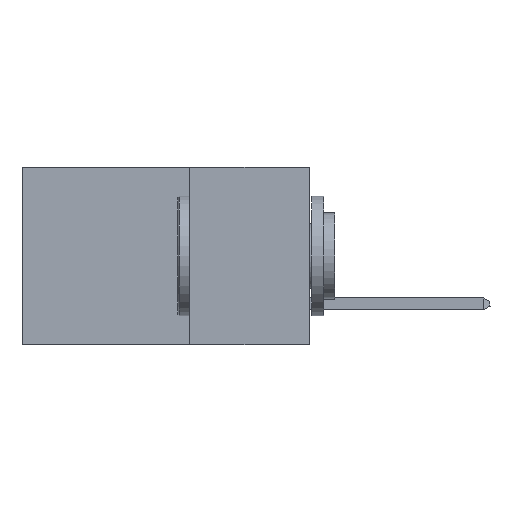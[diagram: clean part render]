
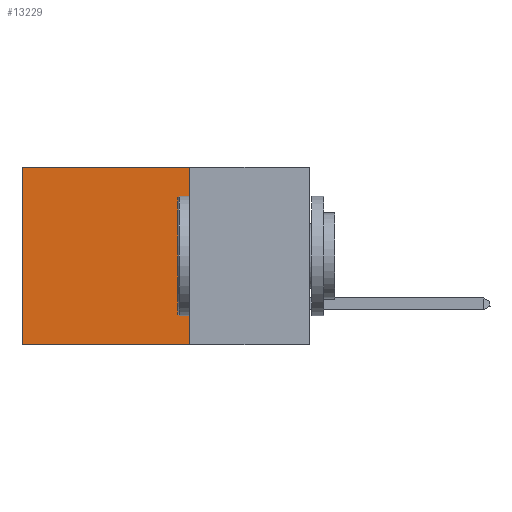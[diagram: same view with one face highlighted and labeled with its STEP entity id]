
A CAD part, left-side view. The second image highlights one B-rep face of the part: STEP entity #13229.
In plain terms, the highlighted planar face has unit normal (-1, 0, 0).
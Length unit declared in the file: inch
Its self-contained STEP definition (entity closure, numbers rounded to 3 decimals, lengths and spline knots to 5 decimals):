
#202 = VERTEX_POINT ( 'NONE', #10371 ) ;
#368 = CARTESIAN_POINT ( 'NONE',  ( 0.2875, 0.25, -0.37 ) ) ;
#439 = VECTOR ( 'NONE', #11018, 39.37008 ) ;
#509 = CARTESIAN_POINT ( 'NONE',  ( 0.2875, 0.25, 0. ) ) ;
#1022 = AXIS2_PLACEMENT_3D ( 'NONE', #509, #8502, #13408 ) ;
#1094 = VERTEX_POINT ( 'NONE', #10550 ) ;
#1547 = ORIENTED_EDGE ( 'NONE', *, *, #11927, .F. ) ;
#2486 = ORIENTED_EDGE ( 'NONE', *, *, #6500, .F. ) ;
#3313 = LINE ( 'NONE', #11447, #13108 ) ;
#4238 = VECTOR ( 'NONE', #12100, 39.37008 ) ;
#5185 = PLANE ( 'NONE',  #1022 ) ;
#5813 = CARTESIAN_POINT ( 'NONE',  ( 0.2875, 0.6, 0. ) ) ;
#6115 = EDGE_CURVE ( 'NONE', #10685, #202, #13347, .T. ) ;
#6500 = EDGE_CURVE ( 'NONE', #11788, #202, #8952, .T. ) ;
#8304 = CARTESIAN_POINT ( 'NONE',  ( 0.2875, 0.25, -0.37 ) ) ;
#8502 = DIRECTION ( 'NONE',  ( 1., 0., 0. ) ) ;
#8952 = LINE ( 'NONE', #368, #439 ) ;
#9151 = VECTOR ( 'NONE', #14457, 39.37008 ) ;
#9264 = FACE_OUTER_BOUND ( 'NONE', #12169, .T. ) ;
#9576 = CARTESIAN_POINT ( 'NONE',  ( 0.2875, 0.25, 0. ) ) ;
#10257 = DIRECTION ( 'NONE',  ( 0., 1., 0. ) ) ;
#10371 = CARTESIAN_POINT ( 'NONE',  ( 0.2875, 0.6, -0.37 ) ) ;
#10550 = CARTESIAN_POINT ( 'NONE',  ( 0.2875, 0.25, 0. ) ) ;
#10685 = VERTEX_POINT ( 'NONE', #5813 ) ;
#11018 = DIRECTION ( 'NONE',  ( 0., 1., 0. ) ) ;
#11422 = ORIENTED_EDGE ( 'NONE', *, *, #12443, .T. ) ;
#11447 = CARTESIAN_POINT ( 'NONE',  ( 0.2875, 0.25, 0. ) ) ;
#11788 = VERTEX_POINT ( 'NONE', #8304 ) ;
#11927 = EDGE_CURVE ( 'NONE', #1094, #11788, #13854, .T. ) ;
#12100 = DIRECTION ( 'NONE',  ( 0., 0., -1. ) ) ;
#12169 = EDGE_LOOP ( 'NONE', ( #14872, #2486, #1547, #11422 ) ) ;
#12396 = CARTESIAN_POINT ( 'NONE',  ( 0.2875, 0.6, 0. ) ) ;
#12443 = EDGE_CURVE ( 'NONE', #1094, #10685, #3313, .T. ) ;
#13108 = VECTOR ( 'NONE', #10257, 39.37008 ) ;
#13229 = ADVANCED_FACE ( 'NONE', ( #9264 ), #5185, .F. ) ;
#13347 = LINE ( 'NONE', #12396, #9151 ) ;
#13408 = DIRECTION ( 'NONE',  ( 0., 0., -1. ) ) ;
#13854 = LINE ( 'NONE', #9576, #4238 ) ;
#14457 = DIRECTION ( 'NONE',  ( 0., 0., -1. ) ) ;
#14872 = ORIENTED_EDGE ( 'NONE', *, *, #6115, .T. ) ;
